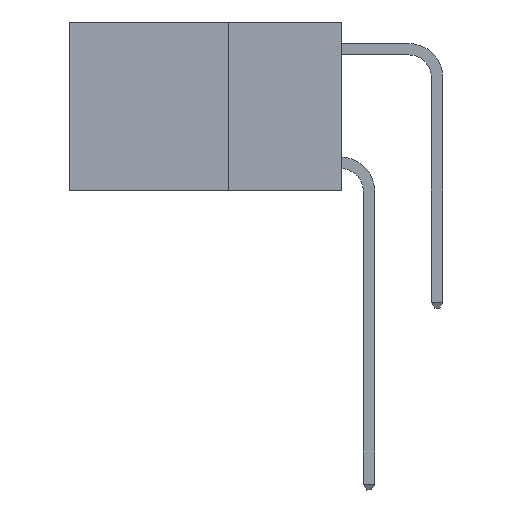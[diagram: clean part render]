
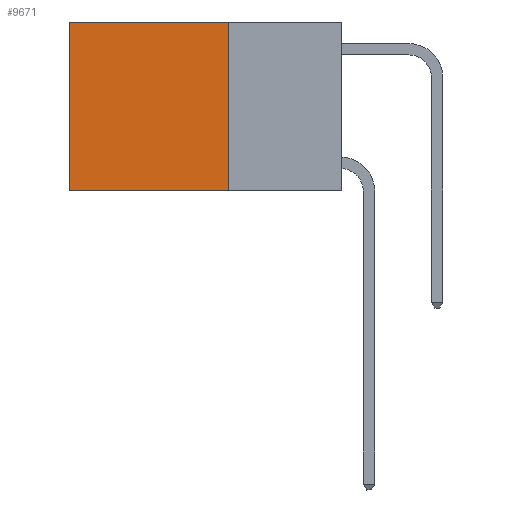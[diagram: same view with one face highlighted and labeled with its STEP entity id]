
A CAD part, left-side view. The second image highlights one B-rep face of the part: STEP entity #9671.
In plain terms, the highlighted planar face has unit normal (-1, 0, 0).
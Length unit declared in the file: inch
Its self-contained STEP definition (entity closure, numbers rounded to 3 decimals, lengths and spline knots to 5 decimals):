
#314 = CARTESIAN_POINT ( 'NONE',  ( 0.2625, 0.25, 0. ) ) ;
#379 = ORIENTED_EDGE ( 'NONE', *, *, #16691, .F. ) ;
#447 = CARTESIAN_POINT ( 'NONE',  ( 0.2625, 0.6, -0.37 ) ) ;
#629 = LINE ( 'NONE', #14232, #19039 ) ;
#928 = EDGE_CURVE ( 'NONE', #6192, #12746, #15393, .T. ) ;
#1673 = DIRECTION ( 'NONE',  ( 0., 0., -1. ) ) ;
#2204 = VERTEX_POINT ( 'NONE', #314 ) ;
#2233 = CARTESIAN_POINT ( 'NONE',  ( 0.2625, 0.6, 0. ) ) ;
#3128 = VECTOR ( 'NONE', #1673, 39.37008 ) ;
#3285 = EDGE_LOOP ( 'NONE', ( #17025, #379, #16879, #13609 ) ) ;
#3934 = EDGE_CURVE ( 'NONE', #2204, #6192, #8825, .T. ) ;
#4898 = PLANE ( 'NONE',  #8099 ) ;
#5000 = FACE_OUTER_BOUND ( 'NONE', #3285, .T. ) ;
#5074 = DIRECTION ( 'NONE',  ( 0., 1., 0. ) ) ;
#6192 = VERTEX_POINT ( 'NONE', #2233 ) ;
#6694 = DIRECTION ( 'NONE',  ( 0., 0., -1. ) ) ;
#8099 = AXIS2_PLACEMENT_3D ( 'NONE', #9605, #18821, #6694 ) ;
#8668 = CARTESIAN_POINT ( 'NONE',  ( 0.2625, 0.25, -0.37 ) ) ;
#8825 = LINE ( 'NONE', #15699, #19221 ) ;
#9293 = CARTESIAN_POINT ( 'NONE',  ( 0.2625, 0.6, 0. ) ) ;
#9605 = CARTESIAN_POINT ( 'NONE',  ( 0.2625, 0.25, 0. ) ) ;
#9671 = ADVANCED_FACE ( 'NONE', ( #5000 ), #4898, .F. ) ;
#10689 = VECTOR ( 'NONE', #5074, 39.37008 ) ;
#12746 = VERTEX_POINT ( 'NONE', #447 ) ;
#13609 = ORIENTED_EDGE ( 'NONE', *, *, #3934, .T. ) ;
#14183 = DIRECTION ( 'NONE',  ( 0., 1., 0. ) ) ;
#14232 = CARTESIAN_POINT ( 'NONE',  ( 0.2625, 0.25, 0. ) ) ;
#15135 = VERTEX_POINT ( 'NONE', #8668 ) ;
#15393 = LINE ( 'NONE', #9293, #3128 ) ;
#15699 = CARTESIAN_POINT ( 'NONE',  ( 0.2625, 0.25, 0. ) ) ;
#15953 = DIRECTION ( 'NONE',  ( 0., 0., -1. ) ) ;
#16691 = EDGE_CURVE ( 'NONE', #15135, #12746, #17194, .T. ) ;
#16879 = ORIENTED_EDGE ( 'NONE', *, *, #18339, .F. ) ;
#17025 = ORIENTED_EDGE ( 'NONE', *, *, #928, .T. ) ;
#17194 = LINE ( 'NONE', #18235, #10689 ) ;
#18235 = CARTESIAN_POINT ( 'NONE',  ( 0.2625, 0.25, -0.37 ) ) ;
#18339 = EDGE_CURVE ( 'NONE', #2204, #15135, #629, .T. ) ;
#18821 = DIRECTION ( 'NONE',  ( 1., 0., 0. ) ) ;
#19039 = VECTOR ( 'NONE', #15953, 39.37008 ) ;
#19221 = VECTOR ( 'NONE', #14183, 39.37008 ) ;
